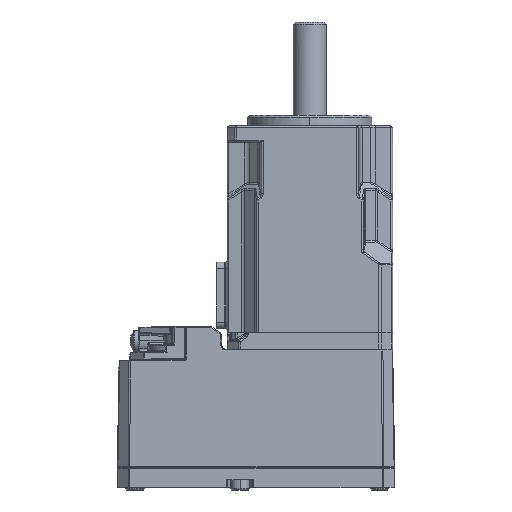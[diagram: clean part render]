
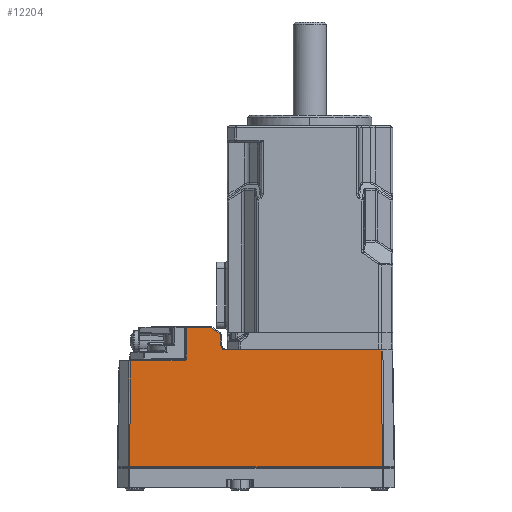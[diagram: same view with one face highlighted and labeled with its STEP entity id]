
A CAD part, left-side view. The second image highlights one B-rep face of the part: STEP entity #12204.
In plain terms, the highlighted planar face has unit normal (-1, 0, 0.018).
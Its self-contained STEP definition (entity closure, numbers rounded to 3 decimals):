
#383 = ORIENTED_EDGE ( 'NONE', *, *, #29727, .T. ) ;
#474 = CARTESIAN_POINT ( 'NONE',  ( -19.91, 23.756, -39.541 ) ) ;
#500 = CARTESIAN_POINT ( 'NONE',  ( -20.003, -17.294, -44.897 ) ) ;
#928 = LINE ( 'NONE', #41172, #5932 ) ;
#953 = ORIENTED_EDGE ( 'NONE', *, *, #29540, .T. ) ;
#1637 = DIRECTION ( 'NONE',  ( 0.017, 0.007, 1. ) ) ;
#3410 = VECTOR ( 'NONE', #4229, 1000. ) ;
#3650 = CARTESIAN_POINT ( 'NONE',  ( -19.939, 21.592, -41.191 ) ) ;
#3811 = CARTESIAN_POINT ( 'NONE',  ( -20.496, -17.499, -73.098 ) ) ;
#3819 = VECTOR ( 'NONE', #1637, 1000. ) ;
#4032 = LINE ( 'NONE', #41011, #26203 ) ;
#4133 = EDGE_CURVE ( 'NONE', #38088, #40422, #928, .T. ) ;
#4229 = DIRECTION ( 'NONE',  ( 0.017, 0.054, 0.998 ) ) ;
#4268 = CARTESIAN_POINT ( 'NONE',  ( -19.943, 21.578, -41.44 ) ) ;
#4809 = VERTEX_POINT ( 'NONE', #55718 ) ;
#4981 = VERTEX_POINT ( 'NONE', #38706 ) ;
#5932 = VECTOR ( 'NONE', #27414, 1000. ) ;
#6090 = CARTESIAN_POINT ( 'NONE',  ( -19.907, 24.05, -39.397 ) ) ;
#6798 = ORIENTED_EDGE ( 'NONE', *, *, #49528, .T. ) ;
#7878 = EDGE_CURVE ( 'NONE', #31759, #36725, #17298, .T. ) ;
#8087 = CARTESIAN_POINT ( 'NONE',  ( -19.932, 21.918, -40.829 ) ) ;
#8408 = AXIS2_PLACEMENT_3D ( 'NONE', #37080, #9303, #18576 ) ;
#8839 = VERTEX_POINT ( 'NONE', #4268 ) ;
#9303 = DIRECTION ( 'NONE',  ( -1., 0., 0.017 ) ) ;
#9480 = CARTESIAN_POINT ( 'NONE',  ( -19.984, 21.451, -43.762 ) ) ;
#9725 = DIRECTION ( 'NONE',  ( 0.01, 0.819, 0.574 ) ) ;
#10275 = EDGE_CURVE ( 'NONE', #11138, #31759, #4032, .T. ) ;
#10281 = EDGE_CURVE ( 'NONE', #20826, #38088, #53058, .T. ) ;
#10562 = ORIENTED_EDGE ( 'NONE', *, *, #47338, .T. ) ;
#11138 = VERTEX_POINT ( 'NONE', #32857 ) ;
#11409 = CARTESIAN_POINT ( 'NONE',  ( -20.003, 0., -44.897 ) ) ;
#11450 = CARTESIAN_POINT ( 'NONE',  ( -20.042, 29.8, -47.097 ) ) ;
#12204 = ADVANCED_FACE ( 'NONE', ( #13186 ), #37371, .T. ) ;
#12420 = CARTESIAN_POINT ( 'NONE',  ( -20.003, 20.926, -44.897 ) ) ;
#12589 = CARTESIAN_POINT ( 'NONE',  ( -20.003, 20.253, -44.897 ) ) ;
#12821 = CARTESIAN_POINT ( 'NONE',  ( -20., 29.8, -44.7 ) ) ;
#13186 = FACE_OUTER_BOUND ( 'NONE', #49892, .T. ) ;
#14623 = VERTEX_POINT ( 'NONE', #500 ) ;
#15291 = CARTESIAN_POINT ( 'NONE',  ( -19.998, -17.292, -44.575 ) ) ;
#15341 =( BOUNDED_CURVE ( )  B_SPLINE_CURVE ( 3, ( #16462, #3650, #49240, #8087 ),
 .UNSPECIFIED., .F., .T. ) 
 B_SPLINE_CURVE_WITH_KNOTS ( ( 4, 4 ),
 ( 1.625, 2.531 ),
 .UNSPECIFIED. ) 
 CURVE ( )  GEOMETRIC_REPRESENTATION_ITEM ( )  RATIONAL_B_SPLINE_CURVE ( ( 1., 0.933, 0.933, 1. ) ) 
 REPRESENTATION_ITEM ( '' )  );
#16462 = CARTESIAN_POINT ( 'NONE',  ( -19.943, 21.578, -41.44 ) ) ;
#16689 = VERTEX_POINT ( 'NONE', #12589 ) ;
#16749 = LINE ( 'NONE', #26598, #3410 ) ;
#16750 = ORIENTED_EDGE ( 'NONE', *, *, #49476, .T. ) ;
#17298 = LINE ( 'NONE', #34940, #21301 ) ;
#17535 =( BOUNDED_CURVE ( )  B_SPLINE_CURVE ( 3, ( #21710, #12420, #17776, #40514 ),
 .UNSPECIFIED., .F., .T. ) 
 B_SPLINE_CURVE_WITH_KNOTS ( ( 4, 4 ),
 ( 0., 1.516 ),
 .UNSPECIFIED. ) 
 CURVE ( )  GEOMETRIC_REPRESENTATION_ITEM ( )  RATIONAL_B_SPLINE_CURVE ( ( 1., 0.817, 0.817, 1. ) ) 
 REPRESENTATION_ITEM ( '' )  );
#17776 = CARTESIAN_POINT ( 'NONE',  ( -19.995, 21.415, -44.434 ) ) ;
#18576 = DIRECTION ( 'NONE',  ( 0.017, 0., 1. ) ) ;
#20826 = VERTEX_POINT ( 'NONE', #38095 ) ;
#21301 = VECTOR ( 'NONE', #34663, 1000. ) ;
#21710 = CARTESIAN_POINT ( 'NONE',  ( -20.003, 20.253, -44.897 ) ) ;
#22030 = DIRECTION ( 'NONE',  ( 0., -1., 0. ) ) ;
#23134 = EDGE_CURVE ( 'NONE', #40422, #46881, #30131, .T. ) ;
#23597 = ORIENTED_EDGE ( 'NONE', *, *, #7878, .T. ) ;
#24025 = ORIENTED_EDGE ( 'NONE', *, *, #10281, .T. ) ;
#24299 = CARTESIAN_POINT ( 'NONE',  ( -19.907, 24.215, -39.397 ) ) ;
#24531 = VECTOR ( 'NONE', #9725, 1000. ) ;
#25697 = DIRECTION ( 'NONE',  ( -0.017, 0., -1. ) ) ;
#26203 = VECTOR ( 'NONE', #35641, 1000. ) ;
#26598 = CARTESIAN_POINT ( 'NONE',  ( -19.943, 21.578, -41.444 ) ) ;
#26622 = VECTOR ( 'NONE', #22030, 1000. ) ;
#27414 = DIRECTION ( 'NONE',  ( 0., 1., 0. ) ) ;
#28374 = VERTEX_POINT ( 'NONE', #9480 ) ;
#29138 =( BOUNDED_CURVE ( )  B_SPLINE_CURVE ( 3, ( #11450, #53167, #34433, #30225 ),
 .UNSPECIFIED., .F., .T. ) 
 B_SPLINE_CURVE_WITH_KNOTS ( ( 4, 4 ),
 ( 4.712, 6.274 ),
 .UNSPECIFIED. ) 
 CURVE ( )  GEOMETRIC_REPRESENTATION_ITEM ( )  RATIONAL_B_SPLINE_CURVE ( ( 1., 0.807, 0.807, 1. ) ) 
 REPRESENTATION_ITEM ( '' )  );
#29540 = EDGE_CURVE ( 'NONE', #4981, #20826, #50855, .T. ) ;
#29606 = DIRECTION ( 'NONE',  ( 0., 1., 0. ) ) ;
#29727 = EDGE_CURVE ( 'NONE', #14623, #16689, #46672, .T. ) ;
#29896 = ORIENTED_EDGE ( 'NONE', *, *, #41764, .T. ) ;
#30131 = LINE ( 'NONE', #12821, #30443 ) ;
#30225 = CARTESIAN_POINT ( 'NONE',  ( -20.047, 30.097, -47.397 ) ) ;
#30443 = VECTOR ( 'NONE', #25697, 1000. ) ;
#31366 = CARTESIAN_POINT ( 'NONE',  ( -20.049, 43.313, -47.513 ) ) ;
#31759 = VERTEX_POINT ( 'NONE', #31366 ) ;
#32857 = CARTESIAN_POINT ( 'NONE',  ( -20.047, 30.097, -47.397 ) ) ;
#34412 = LINE ( 'NONE', #15291, #3819 ) ;
#34433 = CARTESIAN_POINT ( 'NONE',  ( -20.047, 29.923, -47.396 ) ) ;
#34663 = DIRECTION ( 'NONE',  ( -0.017, 0.007, -1. ) ) ;
#34940 = CARTESIAN_POINT ( 'NONE',  ( -19.995, 43.291, -44.387 ) ) ;
#35641 = DIRECTION ( 'NONE',  ( 0., 1., -0.009 ) ) ;
#36725 = VERTEX_POINT ( 'NONE', #55574 ) ;
#37080 = CARTESIAN_POINT ( 'NONE',  ( -20., 0., -44.7 ) ) ;
#37371 = PLANE ( 'NONE',  #8408 ) ;
#38088 = VERTEX_POINT ( 'NONE', #58026 ) ;
#38095 = CARTESIAN_POINT ( 'NONE',  ( -19.91, 23.756, -39.541 ) ) ;
#38706 = CARTESIAN_POINT ( 'NONE',  ( -19.932, 21.918, -40.829 ) ) ;
#38800 = ORIENTED_EDGE ( 'NONE', *, *, #44880, .T. ) ;
#40422 = VERTEX_POINT ( 'NONE', #58184 ) ;
#40514 = CARTESIAN_POINT ( 'NONE',  ( -19.984, 21.451, -43.762 ) ) ;
#40530 = LINE ( 'NONE', #3811, #26622 ) ;
#41011 = CARTESIAN_POINT ( 'NONE',  ( -20.042, -0.021, -47.135 ) ) ;
#41172 = CARTESIAN_POINT ( 'NONE',  ( -19.907, 29.8, -39.397 ) ) ;
#41764 = EDGE_CURVE ( 'NONE', #36725, #4809, #40530, .T. ) ;
#41882 = ORIENTED_EDGE ( 'NONE', *, *, #10275, .T. ) ;
#43173 = CARTESIAN_POINT ( 'NONE',  ( -20.042, 29.8, -47.097 ) ) ;
#44880 = EDGE_CURVE ( 'NONE', #16689, #28374, #17535, .T. ) ;
#46217 = ORIENTED_EDGE ( 'NONE', *, *, #23134, .T. ) ;
#46372 = CARTESIAN_POINT ( 'NONE',  ( -19.908, 23.892, -39.446 ) ) ;
#46672 = LINE ( 'NONE', #11409, #50803 ) ;
#46881 = VERTEX_POINT ( 'NONE', #43173 ) ;
#47106 = ORIENTED_EDGE ( 'NONE', *, *, #4133, .T. ) ;
#47338 = EDGE_CURVE ( 'NONE', #46881, #11138, #29138, .T. ) ;
#49240 = CARTESIAN_POINT ( 'NONE',  ( -19.935, 21.713, -40.972 ) ) ;
#49395 = ORIENTED_EDGE ( 'NONE', *, *, #58748, .T. ) ;
#49476 = EDGE_CURVE ( 'NONE', #8839, #4981, #15341, .T. ) ;
#49528 = EDGE_CURVE ( 'NONE', #28374, #8839, #16749, .T. ) ;
#49892 = EDGE_LOOP ( 'NONE', ( #23597, #29896, #49395, #383, #38800, #6798, #16750, #953, #24025, #47106, #46217, #10562, #41882 ) ) ;
#50564 = CARTESIAN_POINT ( 'NONE',  ( -20.134, 5.393, -52.399 ) ) ;
#50803 = VECTOR ( 'NONE', #29606, 1000. ) ;
#50855 = LINE ( 'NONE', #50564, #24531 ) ;
#53058 =( BOUNDED_CURVE ( )  B_SPLINE_CURVE ( 3, ( #474, #46372, #6090, #24299 ),
 .UNSPECIFIED., .F., .T. ) 
 B_SPLINE_CURVE_WITH_KNOTS ( ( 4, 4 ),
 ( 2.531, 3.142 ),
 .UNSPECIFIED. ) 
 CURVE ( )  GEOMETRIC_REPRESENTATION_ITEM ( )  RATIONAL_B_SPLINE_CURVE ( ( 1., 0.969, 0.969, 1. ) ) 
 REPRESENTATION_ITEM ( '' )  );
#53167 = CARTESIAN_POINT ( 'NONE',  ( -20.045, 29.8, -47.272 ) ) ;
#55574 = CARTESIAN_POINT ( 'NONE',  ( -20.496, 43.498, -73.098 ) ) ;
#55718 = CARTESIAN_POINT ( 'NONE',  ( -20.496, -17.498, -73.098 ) ) ;
#58026 = CARTESIAN_POINT ( 'NONE',  ( -19.907, 24.215, -39.397 ) ) ;
#58184 = CARTESIAN_POINT ( 'NONE',  ( -19.907, 29.8, -39.397 ) ) ;
#58748 = EDGE_CURVE ( 'NONE', #4809, #14623, #34412, .T. ) ;
